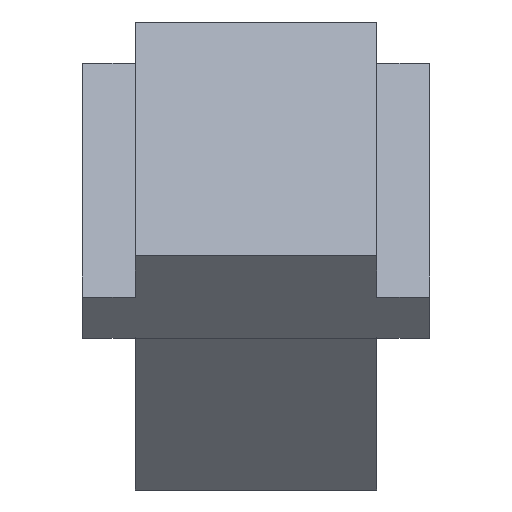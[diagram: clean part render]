
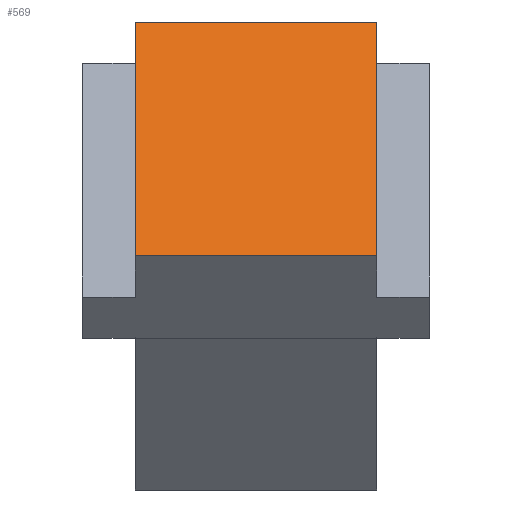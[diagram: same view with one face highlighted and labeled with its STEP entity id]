
A CAD part, left-side view. The second image highlights one B-rep face of the part: STEP entity #569.
In plain terms, the highlighted planar face has unit normal (-0.921, 0, 0.389).
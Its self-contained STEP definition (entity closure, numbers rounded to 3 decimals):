
#44=PLANE('',#625);
#75=FACE_OUTER_BOUND('',#109,.T.);
#109=EDGE_LOOP('',(#511,#512,#513,#514));
#161=LINE('',#878,#228);
#164=LINE('',#883,#231);
#167=LINE('',#888,#234);
#187=LINE('',#933,#254);
#228=VECTOR('',#709,10.);
#231=VECTOR('',#714,10.);
#234=VECTOR('',#719,10.);
#254=VECTOR('',#769,10.);
#292=VERTEX_POINT('',#875);
#293=VERTEX_POINT('',#877);
#294=VERTEX_POINT('',#881);
#295=VERTEX_POINT('',#886);
#349=EDGE_CURVE('',#292,#293,#161,.T.);
#352=EDGE_CURVE('',#294,#292,#164,.T.);
#355=EDGE_CURVE('',#295,#294,#167,.T.);
#379=EDGE_CURVE('',#295,#293,#187,.T.);
#511=ORIENTED_EDGE('',*,*,#379,.T.);
#512=ORIENTED_EDGE('',*,*,#349,.F.);
#513=ORIENTED_EDGE('',*,*,#352,.F.);
#514=ORIENTED_EDGE('',*,*,#355,.F.);
#569=ADVANCED_FACE('',(#75),#44,.T.);
#625=AXIS2_PLACEMENT_3D('',#934,#770,#771);
#709=DIRECTION('',(0.389,0.,0.921));
#714=DIRECTION('',(0.,1.,0.));
#719=DIRECTION('',(-0.389,0.,-0.921));
#769=DIRECTION('',(0.,1.,0.));
#770=DIRECTION('center_axis',(-0.921,0.,0.389));
#771=DIRECTION('ref_axis',(0.389,0.,0.921));
#875=CARTESIAN_POINT('',(-72.168,5.7,142.594));
#877=CARTESIAN_POINT('',(-67.503,5.7,153.65));
#878=CARTESIAN_POINT('',(-67.503,5.7,153.65));
#881=CARTESIAN_POINT('',(-72.168,-5.7,142.594));
#883=CARTESIAN_POINT('',(-72.168,0.,142.594));
#886=CARTESIAN_POINT('',(-67.503,-5.7,153.65));
#888=CARTESIAN_POINT('',(-67.503,-5.7,153.65));
#933=CARTESIAN_POINT('',(-67.503,0.,153.65));
#934=CARTESIAN_POINT('Origin',(-72.168,0.,142.594));
